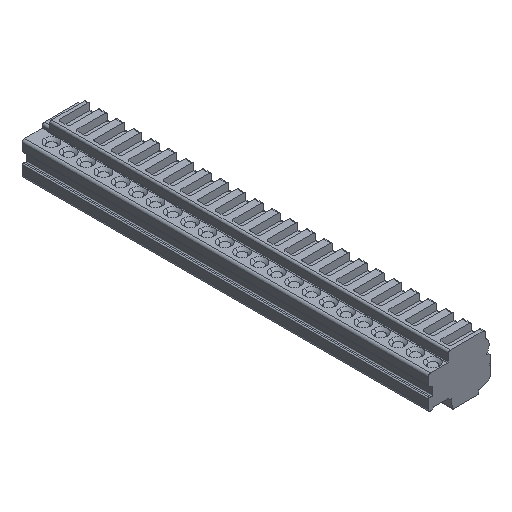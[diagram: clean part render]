
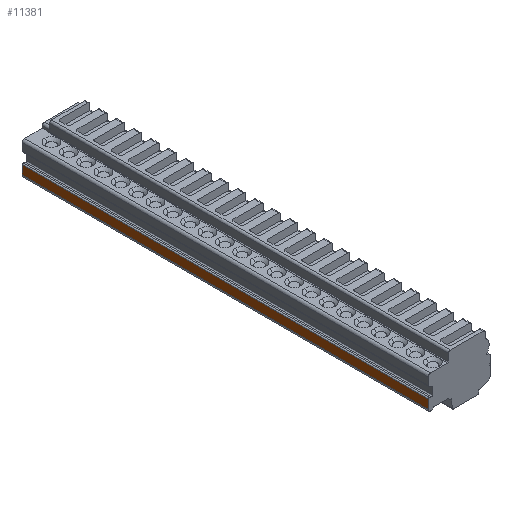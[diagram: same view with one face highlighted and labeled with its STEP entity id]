
A CAD part, isometric view. The second image highlights one B-rep face of the part: STEP entity #11381.
In plain terms, the highlighted planar face has unit normal (-1, 0, 0).
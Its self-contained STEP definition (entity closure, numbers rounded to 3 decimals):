
#514=DIRECTION('',(0.,1.,0.));
#515=VECTOR('',#514,82.);
#516=CARTESIAN_POINT('',(-6.25,-80.5,-1.057));
#517=LINE('',#516,#515);
#518=DIRECTION('',(0.,1.,0.));
#519=VECTOR('',#518,82.);
#520=CARTESIAN_POINT('',(-6.25,-80.5,-2.85));
#521=LINE('',#520,#519);
#4796=DIRECTION('',(0.,0.,1.));
#4797=VECTOR('',#4796,1.793);
#4798=CARTESIAN_POINT('',(-6.25,-80.5,-2.85));
#4799=LINE('',#4798,#4797);
#6684=DIRECTION('',(0.,0.,1.));
#6685=VECTOR('',#6684,1.793);
#6686=CARTESIAN_POINT('',(-6.25,1.5,-2.85));
#6687=LINE('',#6686,#6685);
#8551=CARTESIAN_POINT('',(-6.25,-80.5,-2.85));
#8552=VERTEX_POINT('',#8551);
#8553=CARTESIAN_POINT('',(-6.25,-80.5,-1.057));
#8554=VERTEX_POINT('',#8553);
#10913=CARTESIAN_POINT('',(-6.25,1.5,-2.85));
#10914=VERTEX_POINT('',#10913);
#10915=CARTESIAN_POINT('',(-6.25,1.5,-1.057));
#10916=VERTEX_POINT('',#10915);
#11367=CARTESIAN_POINT('',(-6.25,0.,-2.85));
#11368=DIRECTION('',(-1.,0.,0.));
#11369=DIRECTION('',(0.,0.,1.));
#11370=AXIS2_PLACEMENT_3D('',#11367,#11368,#11369);
#11371=PLANE('',#11370);
#11373=ORIENTED_EDGE('',*,*,#11372,.T.);
#11375=ORIENTED_EDGE('',*,*,#11374,.T.);
#11376=ORIENTED_EDGE('',*,*,#11357,.F.);
#11378=ORIENTED_EDGE('',*,*,#11377,.F.);
#11379=EDGE_LOOP('',(#11373,#11375,#11376,#11378));
#11380=FACE_OUTER_BOUND('',#11379,.F.);
#11381=ADVANCED_FACE('',(#11380),#11371,.T.);
#11357=EDGE_CURVE('',#8554,#10916,#517,.T.);
#11372=EDGE_CURVE('',#8552,#10914,#521,.T.);
#11374=EDGE_CURVE('',#10914,#10916,#6687,.T.);
#11377=EDGE_CURVE('',#8552,#8554,#4799,.T.);
